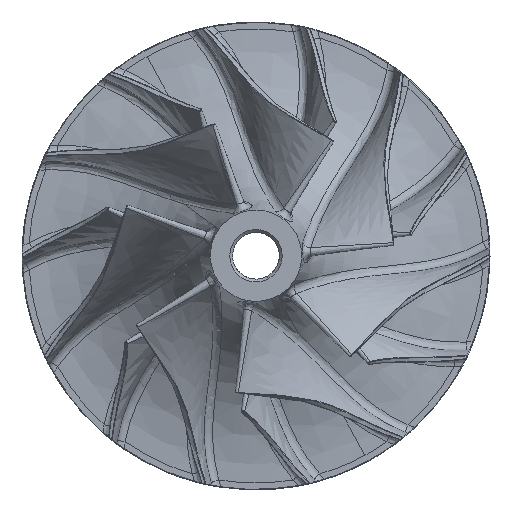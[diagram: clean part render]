
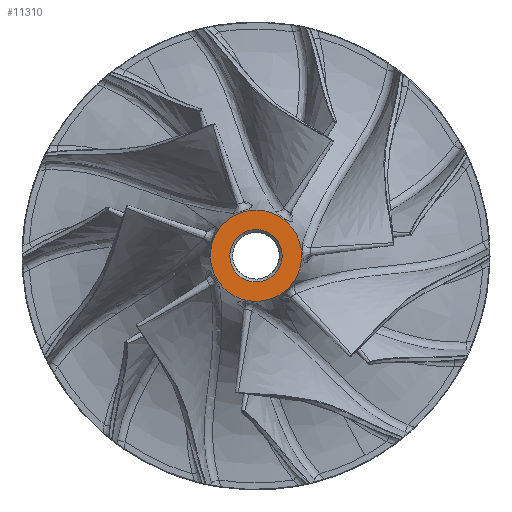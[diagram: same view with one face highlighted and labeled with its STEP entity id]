
A CAD part, top view. The second image highlights one B-rep face of the part: STEP entity #11310.
In plain terms, the highlighted planar face has unit normal (0, 0, 1).
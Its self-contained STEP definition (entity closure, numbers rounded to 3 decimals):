
#828=AXIS2_PLACEMENT_3D('Circle Axis2P3D',#826,#827,$) ;
#6321=AXIS2_PLACEMENT_3D('Circle Axis2P3D',#6319,#6320,$) ;
#11272=AXIS2_PLACEMENT_3D('Plane Axis2P3D',#11269,#11270,#11271) ;
#11276=AXIS2_PLACEMENT_3D('Circle Axis2P3D',#11274,#11275,$) ;
#11286=AXIS2_PLACEMENT_3D('Circle Axis2P3D',#11284,#11285,$) ;
#11295=AXIS2_PLACEMENT_3D('Circle Axis2P3D',#11293,#11294,$) ;
#11302=AXIS2_PLACEMENT_3D('Circle Axis2P3D',#11300,#11301,$) ;
#823=CARTESIAN_POINT('Vertex',(7.958,-14.567,53.85)) ;
#826=CARTESIAN_POINT('Axis2P3D Location',(0.,0.,53.85)) ;
#830=CARTESIAN_POINT('Vertex',(-13.49,9.671,53.85)) ;
#6316=CARTESIAN_POINT('Vertex',(-7.958,14.567,53.85)) ;
#6319=CARTESIAN_POINT('Axis2P3D Location',(0.,0.,53.85)) ;
#11269=CARTESIAN_POINT('Axis2P3D Location',(0.,0.,53.85)) ;
#11274=CARTESIAN_POINT('Axis2P3D Location',(0.,0.,53.85)) ;
#11284=CARTESIAN_POINT('Axis2P3D Location',(0.,0.,53.85)) ;
#11288=CARTESIAN_POINT('Vertex',(-4.555,8.337,53.85)) ;
#11290=CARTESIAN_POINT('Vertex',(4.555,-8.337,53.85)) ;
#11293=CARTESIAN_POINT('Axis2P3D Location',(0.,0.,53.85)) ;
#11297=CARTESIAN_POINT('Vertex',(4.943,8.113,53.85)) ;
#11300=CARTESIAN_POINT('Axis2P3D Location',(0.,0.,53.85)) ;
#827=DIRECTION('Axis2P3D Direction',(0.,0.,1.)) ;
#6320=DIRECTION('Axis2P3D Direction',(0.,0.,1.)) ;
#11270=DIRECTION('Axis2P3D Direction',(0.,0.,1.)) ;
#11271=DIRECTION('Axis2P3D XDirection',(1.,0.,0.)) ;
#11275=DIRECTION('Axis2P3D Direction',(0.,0.,1.)) ;
#11285=DIRECTION('Axis2P3D Direction',(0.,0.,1.)) ;
#11294=DIRECTION('Axis2P3D Direction',(0.,0.,1.)) ;
#11301=DIRECTION('Axis2P3D Direction',(0.,0.,1.)) ;
#11280=ORIENTED_EDGE('',*,*,#11278,.T.) ;
#11281=ORIENTED_EDGE('',*,*,#832,.T.) ;
#11282=ORIENTED_EDGE('',*,*,#6323,.T.) ;
#11306=ORIENTED_EDGE('',*,*,#11292,.F.) ;
#11307=ORIENTED_EDGE('',*,*,#11299,.F.) ;
#11308=ORIENTED_EDGE('',*,*,#11304,.F.) ;
#11309=FACE_BOUND('',#11305,.T.) ;
#11310=ADVANCED_FACE('Compressor',(#11283,#11309),#11273,.T.) ;
#829=CIRCLE('generated circle',#828,16.599) ;
#6322=CIRCLE('generated circle',#6321,16.599) ;
#11277=CIRCLE('generated circle',#11276,16.599) ;
#11287=CIRCLE('generated circle',#11286,9.5) ;
#11296=CIRCLE('generated circle',#11295,9.5) ;
#11303=CIRCLE('generated circle',#11302,9.5) ;
#832=EDGE_CURVE('',#831,#824,#829,.T.) ;
#6323=EDGE_CURVE('',#824,#6317,#6322,.T.) ;
#11278=EDGE_CURVE('',#6317,#831,#11277,.T.) ;
#11292=EDGE_CURVE('',#11289,#11291,#11287,.T.) ;
#11299=EDGE_CURVE('',#11298,#11289,#11296,.T.) ;
#11304=EDGE_CURVE('',#11291,#11298,#11303,.T.) ;
#11279=EDGE_LOOP('',(#11280,#11281,#11282)) ;
#11305=EDGE_LOOP('',(#11306,#11307,#11308)) ;
#11283=FACE_OUTER_BOUND('',#11279,.T.) ;
#11273=PLANE('',#11272) ;
#824=VERTEX_POINT('',#823) ;
#831=VERTEX_POINT('',#830) ;
#6317=VERTEX_POINT('',#6316) ;
#11289=VERTEX_POINT('',#11288) ;
#11291=VERTEX_POINT('',#11290) ;
#11298=VERTEX_POINT('',#11297) ;
